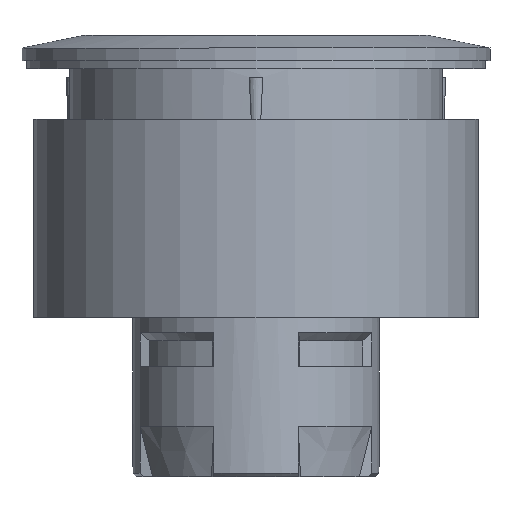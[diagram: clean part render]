
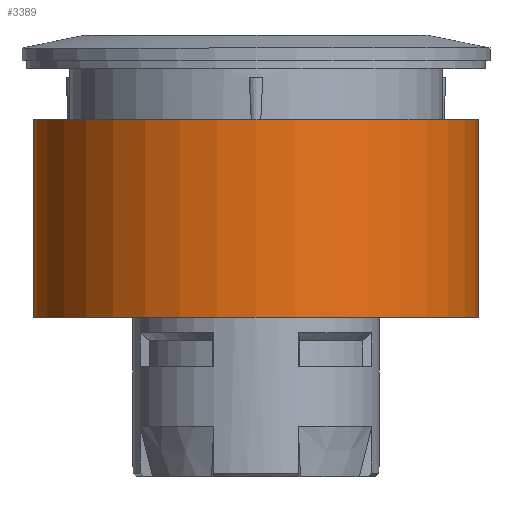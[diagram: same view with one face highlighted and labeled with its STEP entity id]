
A CAD part, left-side view. The second image highlights one B-rep face of the part: STEP entity #3389.
In plain terms, the highlighted cylindrical face has radius 13.25 mm (diameter 26.5 mm), a partial arc.
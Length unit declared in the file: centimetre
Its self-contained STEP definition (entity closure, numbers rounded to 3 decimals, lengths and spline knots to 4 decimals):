
#209=LINE($,#5216,#479);
#210=LINE($,#5220,#480);
#479=VECTOR($,#4174,1.18);
#480=VECTOR($,#4177,1.18);
#716=CYLINDRICAL_SURFACE($,#3661,1.325);
#789=FACE_OUTER_BOUND($,#1003,.T.);
#1003=EDGE_LOOP($,(#2373,#2374,#2375,#2376));
#1258=CIRCLE($,#3662,1.325);
#1259=CIRCLE($,#3663,1.325);
#1467=VERTEX_POINT($,#5214);
#1468=VERTEX_POINT($,#5215);
#1469=VERTEX_POINT($,#5217);
#1470=VERTEX_POINT($,#5219);
#1828=EDGE_CURVE($,#1467,#1468,#209,.T.);
#1829=EDGE_CURVE($,#1467,#1469,#1258,.T.);
#1830=EDGE_CURVE($,#1470,#1469,#210,.T.);
#1831=EDGE_CURVE($,#1470,#1468,#1259,.T.);
#2373=ORIENTED_EDGE($,*,*,#1828,.F.);
#2374=ORIENTED_EDGE($,*,*,#1829,.T.);
#2375=ORIENTED_EDGE($,*,*,#1830,.F.);
#2376=ORIENTED_EDGE($,*,*,#1831,.T.);
#3389=ADVANCED_FACE($,(#789),#716,.T.);
#3661=AXIS2_PLACEMENT_3D($,#5213,#4172,#4173);
#3662=AXIS2_PLACEMENT_3D($,#5218,#4175,#4176);
#3663=AXIS2_PLACEMENT_3D($,#5221,#4178,#4179);
#4172=DIRECTION('center_axis',(0.,0.,
1.));
#4173=DIRECTION('ref_axis',(0.,1.,0.));
#4174=DIRECTION($,(0.,0.,1.));
#4175=DIRECTION('center_axis',(0.,0.,
1.));
#4176=DIRECTION('ref_axis',(0.,-1.,0.));
#4177=DIRECTION($,(0.,0.,-1.));
#4178=DIRECTION('center_axis',(0.,0.,
-1.));
#4179=DIRECTION('ref_axis',(0.,1.,0.));
#5213=CARTESIAN_POINT('Origin',(-1.25,0.,
-0.8834));
#5214=CARTESIAN_POINT('',(-1.25,1.325,-1.5234));
#5215=CARTESIAN_POINT('',(-1.25,1.325,-0.3434));
#5216=CARTESIAN_POINT($,(-1.25,1.325,-0.8834));
#5217=CARTESIAN_POINT('',(-1.25,-1.325,-1.5234));
#5218=CARTESIAN_POINT('Origin',(-1.25,0.,
-1.5234));
#5219=CARTESIAN_POINT('',(-1.25,-1.325,-0.3434));
#5220=CARTESIAN_POINT($,(-1.25,-1.325,-0.8834));
#5221=CARTESIAN_POINT('Origin',(-1.25,0.,
-0.3434));
